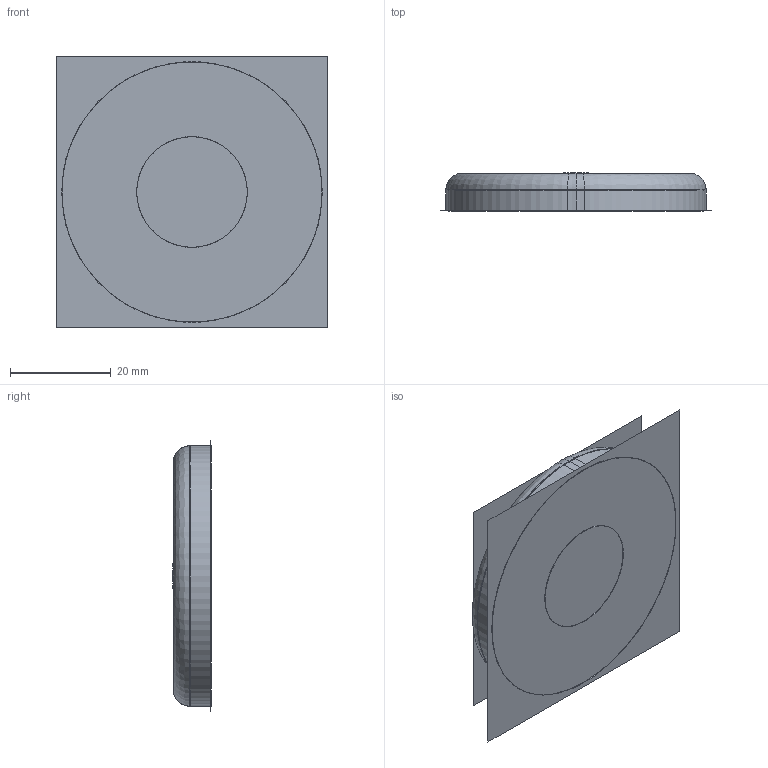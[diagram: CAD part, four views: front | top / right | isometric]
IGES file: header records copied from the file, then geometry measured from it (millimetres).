
Start section:  PTC IGES file: 192280.igs
Global section: file name: 192280.igs; native system: Creo Parametric by Parametric Technology Corporation; preprocessor: 2013230; author: pdmadmin; organization: Unknown; date: 20151217.105758; units: millimetre
Bounding box: 53.89 x 7.6 x 53.87 mm (x, y, z)
Volume: 13132.1 mm3; surface area: 24315.1 mm2
Topology: 1 solids, 1 shells, 22 faces, 104 edges, 134 vertices
Faces by surface type: revolution 16, bspline 6
